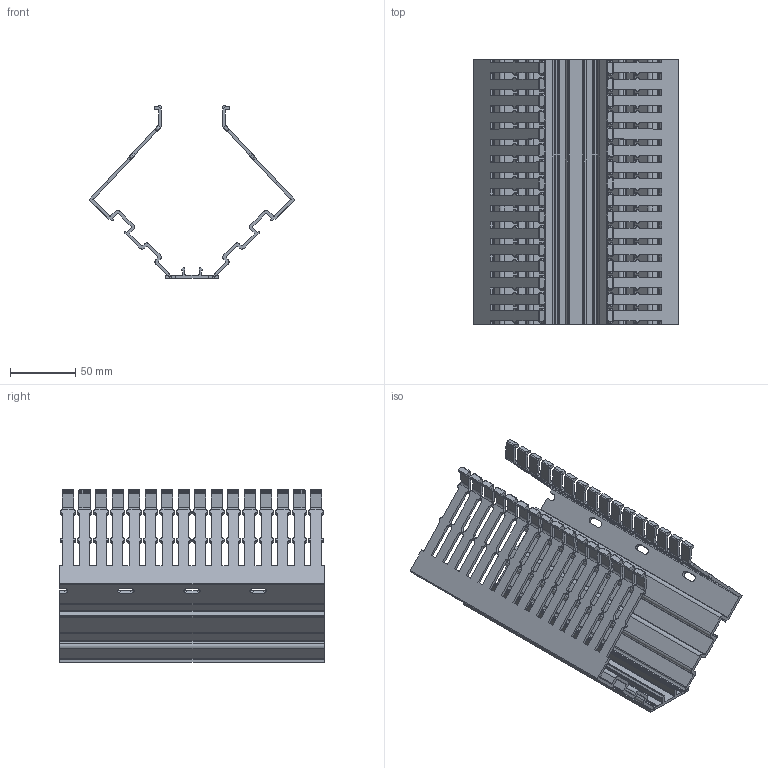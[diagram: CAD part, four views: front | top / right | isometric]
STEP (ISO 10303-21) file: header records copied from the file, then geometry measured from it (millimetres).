
FILE_DESCRIPTION (( 'STEP AP203' ), '1' );
FILE_NAME ('CWD31.STEP', '2015-11-11T22:18:47', ( 'IT' ), ( 'Panduit Corp.' ), 'SwSTEP 2.0', 'SolidWorks 2014', '' );
FILE_SCHEMA (( 'CONFIG_CONTROL_DESIGN' ));
Length unit declared in the file: inch
Products named in the file (2): D39210BD_03; CWD31
Assembly tree (1 placements, depth 2):
  CWD31
    D39210BD_03
Bounding box: 157.42 x 203.2 x 132.6 mm (x, y, z)
Volume: 195606.4 mm3; surface area: 183797 mm2
Topology: 3 solids, 3 shells, 1360 faces, 4190 edges, 2836 vertices
Faces by surface type: cylinder 804, plane 556
Entity records: 47762 total; most frequent: CARTESIAN_POINT 10202, ORIENTED_EDGE 8380, DIRECTION 7638, EDGE_CURVE 4190, VERTEX_POINT 2836, AXIS2_PLACEMENT_3D 2688, VECTOR 2262, LINE 2262
